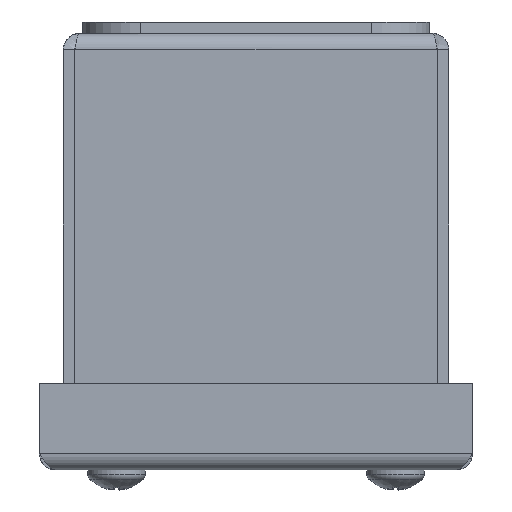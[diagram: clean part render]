
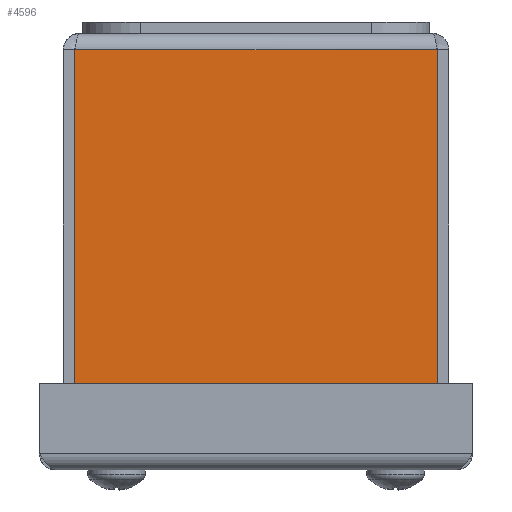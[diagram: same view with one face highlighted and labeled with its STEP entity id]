
A CAD part, front view. The second image highlights one B-rep face of the part: STEP entity #4596.
In plain terms, the highlighted planar face has unit normal (0, -1, 0).
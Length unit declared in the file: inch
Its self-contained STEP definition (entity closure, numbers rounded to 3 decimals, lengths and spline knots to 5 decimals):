
#551=PLANE('',#4967);
#778=FACE_OUTER_BOUND('',#1084,.T.);
#1084=EDGE_LOOP('',(#3900,#3901,#3902,#3903));
#1480=LINE('',#7978,#1850);
#1490=LINE('',#8003,#1860);
#1491=LINE('',#8005,#1861);
#1492=LINE('',#8006,#1862);
#1850=VECTOR('',#5939,2.35059);
#1860=VECTOR('',#5971,2.2895);
#1861=VECTOR('',#5972,2.35059);
#1862=VECTOR('',#5973,2.2895);
#2306=VERTEX_POINT('',#7975);
#2307=VERTEX_POINT('',#7977);
#2311=VERTEX_POINT('',#8002);
#2312=VERTEX_POINT('',#8004);
#2847=EDGE_CURVE('',#2307,#2306,#1480,.T.);
#2860=EDGE_CURVE('',#2311,#2306,#1490,.T.);
#2861=EDGE_CURVE('',#2311,#2312,#1491,.T.);
#2862=EDGE_CURVE('',#2307,#2312,#1492,.T.);
#3900=ORIENTED_EDGE('',*,*,#2847,.T.);
#3901=ORIENTED_EDGE('',*,*,#2860,.F.);
#3902=ORIENTED_EDGE('',*,*,#2861,.T.);
#3903=ORIENTED_EDGE('',*,*,#2862,.F.);
#4596=ADVANCED_FACE('',(#778),#551,.F.);
#4967=AXIS2_PLACEMENT_3D('',#8001,#5969,#5970);
#5939=DIRECTION('',(-1.,0.,0.));
#5969=DIRECTION('center_axis',(0.,1.,0.));
#5970=DIRECTION('ref_axis',(1.,0.,0.));
#5971=DIRECTION('',(0.,0.,1.));
#5972=DIRECTION('',(1.,0.,0.));
#5973=DIRECTION('',(0.,0.,-1.));
#7975=CARTESIAN_POINT('',(0.07471,0.,2.39475));
#7977=CARTESIAN_POINT('',(2.42529,0.,2.39475));
#7978=CARTESIAN_POINT('',(1.83765,0.,2.39475));
#8001=CARTESIAN_POINT('Origin',(1.25,0.,1.22219));
#8002=CARTESIAN_POINT('',(0.07471,0.,0.10525));
#8003=CARTESIAN_POINT('',(0.07471,0.,0.10525));
#8004=CARTESIAN_POINT('',(2.42529,0.,0.10525));
#8005=CARTESIAN_POINT('',(1.25,0.,0.10525));
#8006=CARTESIAN_POINT('',(2.42529,0.,0.10525));
